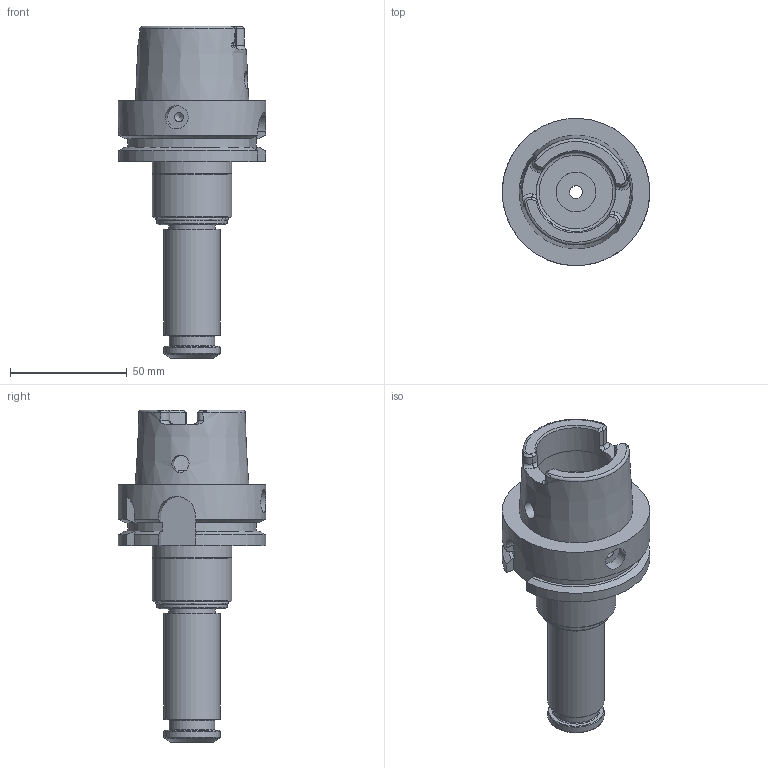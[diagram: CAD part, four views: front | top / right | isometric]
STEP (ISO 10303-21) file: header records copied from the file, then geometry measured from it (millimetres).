
FILE_DESCRIPTION(/* description */ (''),/* implementation_level */ '2;1');
FILE_NAME(/* name */ '256361507.stp',/* time_stamp */ '2021-01-08T12:30:53',/* author */ ('LRA'),/* organization */ ('REGO-FIX'),/* preprocessor_version */ ' Unknown',/* originating_system */ 'SIEMENS PLM Software Solid Edge ST10',/* authorization */ 'Unknown');
FILE_SCHEMA (('AUTOMOTIVE_DESIGN { 1 0 10303 214 2 1 1}'));
Length unit declared in the file: millimetre
Products named in the file (1): NOCUT
Bounding box: 63 x 62.97 x 142 mm (x, y, z)
Volume: 120713.6 mm3; surface area: 33244.9 mm2
Topology: 1 solids, 1 shells, 133 faces, 334 edges, 215 vertices
Faces by surface type: plane 53, cylinder 39, cone 27, torus 14
Full cylindrical faces by diameter (mm): 5.5 x1, 7.5 x2, 10 x1, 15 x1, 17 x1, 19 x1, 19.5 x1, 20 x1, 24 x2, 24.566 x1, 26 x1, 30 x2, 34 x4, 40 x1, 63 x1
Entity records: 4964 total; most frequent: CARTESIAN_POINT 2044, DIRECTION 605, ORIENTED_EDGE 540, EDGE_CURVE 270, AXIS2_PLACEMENT_3D 255, VERTEX_POINT 197, FACE_BOUND 197, EDGE_LOOP 196
